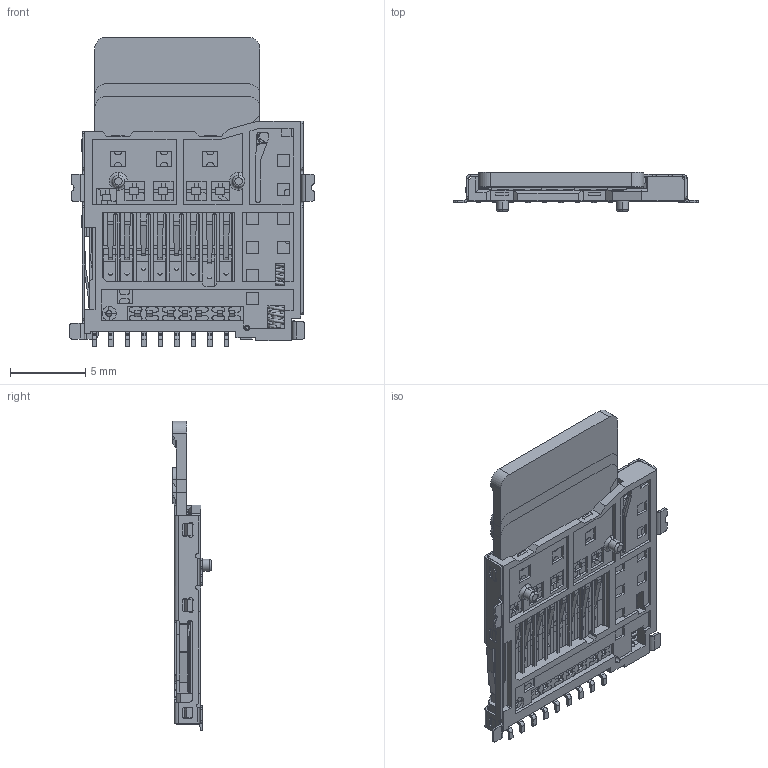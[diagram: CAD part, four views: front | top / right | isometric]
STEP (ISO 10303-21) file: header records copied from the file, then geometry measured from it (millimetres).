
FILE_DESCRIPTION((''),'2;1');
FILE_NAME('MICRO_SD_1_85_CONN_ASM_3D_ASM','2023-07-26T09:35:27',('Administrator'),(''),'CREO PARAMETRIC BY PTC INC, 2022073','CREO PARAMETRIC BY PTC INC, 2022073','');
FILE_SCHEMA(('CONFIG_CONTROL_DESIGN'));
Products named in the file (19): 1-523500; 1-561200; 1-676800; 1-3071700; 1-3146800; 1-5588900; 1-5653200; 1-5680700; 1-5780300; MICRO_SD_H1_85_TERMINAL_ASM; SLIDER_; LOCK_PIN; MICROSD_ALL_TYPE_TYPE_G_EXPRESS; MICRO_SD_1_85_MOLDING; MICRO_SD_1_85_SPRI0001; MICRO_SD_H1_85_00; MICRO_SD_1_85_SHELL; MICRO_SD_1_85_CONN_ASM_3D_1_ASM; MICRO_SD_1_85_CONN_ASM_3D_ASM
Assembly tree (20 placements, depth 4):
  MICRO_SD_1_85_CONN_ASM_3D_ASM
    MICRO_SD_1_85_CONN_ASM_3D_1_ASM
      MICRO_SD_H1_85_TERMINAL_ASM
        1-523500
        1-561200
        1-676800
        1-3071700
        1-3146800
        1-5588900
        1-5653200
        1-5680700
        1-5780300
      SLIDER_
      LOCK_PIN
      MICROSD_ALL_TYPE_TYPE_G_EXPRESS  x3
      MICRO_SD_1_85_MOLDING
      MICRO_SD_1_85_SPRI0001
      MICRO_SD_H1_85_00
      MICRO_SD_1_85_SHELL
Bounding box: 16.3 x 2.58 x 20.63 mm (x, y, z)
Volume: 498.9 mm3; surface area: 2447.2 mm2
Topology: 18 solids, 18 shells, 2289 faces, 6225 edges, 4014 vertices
Faces by surface type: plane 1476, cylinder 749, cone 25, torus 21, bspline 18
Entity records: 108622 total; most frequent: CARTESIAN_POINT 50861, DIRECTION 12083, ORIENTED_EDGE 12034, EDGE_CURVE 6017, VECTOR 4389, LINE 4389, VERTEX_POINT 3854, AXIS2_PLACEMENT_3D 3847
